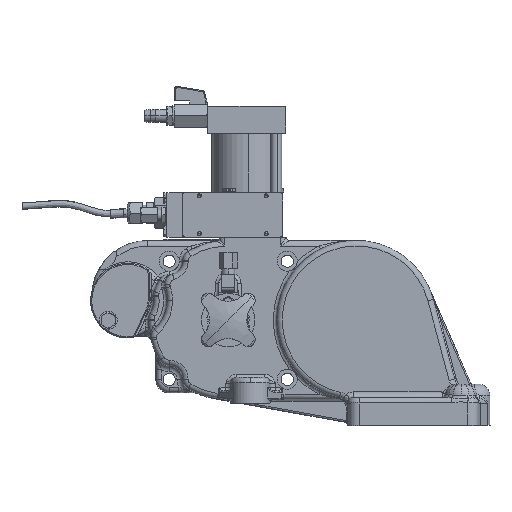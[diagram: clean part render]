
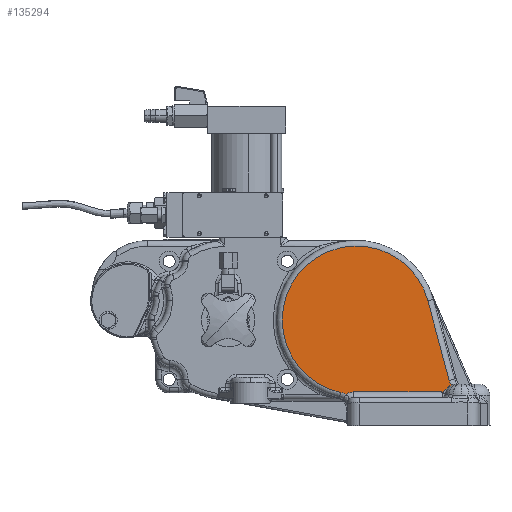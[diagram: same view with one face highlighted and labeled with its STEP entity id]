
A CAD part, top view. The second image highlights one B-rep face of the part: STEP entity #135294.
In plain terms, the highlighted planar face has unit normal (0, 0, 1).
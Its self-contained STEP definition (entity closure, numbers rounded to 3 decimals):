
#41520 = VERTEX_POINT ( 'NONE', #47793 ) ;
#41544 = VERTEX_POINT ( 'NONE', #47803 ) ;
#42341 = VERTEX_POINT ( 'NONE', #48095 ) ;
#42376 = VERTEX_POINT ( 'NONE', #48110 ) ;
#42529 = VERTEX_POINT ( 'NONE', #48160 ) ;
#42651 = VERTEX_POINT ( 'NONE', #48225 ) ;
#43295 = VERTEX_POINT ( 'NONE', #48554 ) ;
#47793 = CARTESIAN_POINT ( 'NONE',  ( 83.347, -54.118, 85.5 ) ) ;
#47803 = CARTESIAN_POINT ( 'NONE',  ( -14.279, -64.949, 85.5 ) ) ;
#48095 = CARTESIAN_POINT ( 'NONE',  ( 84.993, -58.54, 85.5 ) ) ;
#48110 = CARTESIAN_POINT ( 'NONE',  ( 64.234, 17.211, 85.5 ) ) ;
#48160 = CARTESIAN_POINT ( 'NONE',  ( -2.5, -64.5, 85.5 ) ) ;
#48225 = CARTESIAN_POINT ( 'NONE',  ( 76.267, -64.5, 85.5 ) ) ;
#48554 = CARTESIAN_POINT ( 'NONE',  ( -9.218, -67.093, 85.5 ) ) ;
#54660 = EDGE_CURVE ( 'NONE', #42341, #41520, #78723, .T. ) ;
#54664 = EDGE_CURVE ( 'NONE', #42376, #41544, #78730, .T. ) ;
#54665 = EDGE_CURVE ( 'NONE', #41544, #43295, #128466, .T. ) ;
#54666 = EDGE_CURVE ( 'NONE', #42651, #42341, #170908, .T. ) ;
#54667 = EDGE_CURVE ( 'NONE', #42529, #42651, #78728, .T. ) ;
#54668 = EDGE_CURVE ( 'NONE', #41520, #42376, #128468, .T. ) ;
#54669 = EDGE_CURVE ( 'NONE', #43295, #42529, #128476, .T. ) ;
#64848 = ORIENTED_EDGE ( 'NONE', *, *, #54669, .T. ) ;
#64853 = ORIENTED_EDGE ( 'NONE', *, *, #54668, .T. ) ;
#64855 = ORIENTED_EDGE ( 'NONE', *, *, #54660, .T. ) ;
#64860 = ORIENTED_EDGE ( 'NONE', *, *, #54664, .T. ) ;
#64862 = ORIENTED_EDGE ( 'NONE', *, *, #54666, .T. ) ;
#78723 = CIRCLE ( 'NONE', #133926, 25. ) ;
#78728 = LINE ( 'NONE', #164509, #78731 ) ;
#78730 = CIRCLE ( 'NONE', #133931, 66.5 ) ;
#78731 = VECTOR ( 'NONE', #164511, 1000. ) ;
#81013 = ORIENTED_EDGE ( 'NONE', *, *, #54665, .T. ) ;
#81015 = ORIENTED_EDGE ( 'NONE', *, *, #54667, .T. ) ;
#107696 = CARTESIAN_POINT ( 'NONE',  ( 0., 0., 85.5 ) ) ;
#107717 = PLANE ( 'NONE',  #141294 ) ;
#107747 = DIRECTION ( 'NONE',  ( 0., 0., 1. ) ) ;
#107749 = DIRECTION ( 'NONE',  ( 1., 0., 0. ) ) ;
#128466 = CIRCLE ( 'NONE', #133932, 15. ) ;
#128468 = LINE ( 'NONE', #164514, #128470 ) ;
#128470 = VECTOR ( 'NONE', #164516, 1000. ) ;
#128476 = CIRCLE ( 'NONE', #133933, 10. ) ;
#133926 = AXIS2_PLACEMENT_3D ( 'NONE', #164419, #164434, #164436 ) ;
#133931 = AXIS2_PLACEMENT_3D ( 'NONE', #164433, #164454, #164456 ) ;
#133932 = AXIS2_PLACEMENT_3D ( 'NONE', #164440, #164460, #164461 ) ;
#133933 = AXIS2_PLACEMENT_3D ( 'NONE', #164508, #164519, #164521 ) ;
#135294 = ADVANCED_FACE ( 'NONE', ( #151606 ), #107717, .T. ) ;
#141294 = AXIS2_PLACEMENT_3D ( 'NONE', #107696, #107747, #107749 ) ;
#141641 = EDGE_LOOP ( 'NONE', ( #81015, #64862, #64855, #64853, #64860, #81013, #64848 ) ) ;
#151606 = FACE_OUTER_BOUND ( 'NONE', #141641, .T. ) ;
#164419 = CARTESIAN_POINT ( 'NONE',  ( 107.495, -47.647, 85.5 ) ) ;
#164433 = CARTESIAN_POINT ( 'NONE',  ( 0., 0., 85.5 ) ) ;
#164434 = DIRECTION ( 'NONE',  ( 0., 0., -1. ) ) ;
#164436 = DIRECTION ( 'NONE',  ( 1., 0., 0. ) ) ;
#164440 = CARTESIAN_POINT ( 'NONE',  ( -17.5, -79.599, 85.5 ) ) ;
#164454 = DIRECTION ( 'NONE',  ( 0., 0., 1. ) ) ;
#164456 = DIRECTION ( 'NONE',  ( 1., 0., 0. ) ) ;
#164457 = CARTESIAN_POINT ( 'NONE',  ( 76.267, -64.5, 85.5 ) ) ;
#164460 = DIRECTION ( 'NONE',  ( 0., 0., -1. ) ) ;
#164461 = DIRECTION ( 'NONE',  ( 1., 0., 0. ) ) ;
#164464 = CARTESIAN_POINT ( 'NONE',  ( 76.352, -64.584, 85.5 ) ) ;
#164466 = CARTESIAN_POINT ( 'NONE',  ( 76.44, -64.665, 85.5 ) ) ;
#164468 = CARTESIAN_POINT ( 'NONE',  ( 76.626, -64.815, 85.5 ) ) ;
#164469 = CARTESIAN_POINT ( 'NONE',  ( 76.724, -64.884, 85.5 ) ) ;
#164471 = CARTESIAN_POINT ( 'NONE',  ( 76.934, -64.995, 85.5 ) ) ;
#164473 = CARTESIAN_POINT ( 'NONE',  ( 77.049, -65.037, 85.5 ) ) ;
#164475 = CARTESIAN_POINT ( 'NONE',  ( 77.286, -65.065, 85.5 ) ) ;
#164476 = CARTESIAN_POINT ( 'NONE',  ( 77.408, -65.05, 85.5 ) ) ;
#164478 = CARTESIAN_POINT ( 'NONE',  ( 77.636, -64.974, 85.5 ) ) ;
#164480 = CARTESIAN_POINT ( 'NONE',  ( 77.742, -64.916, 85.5 ) ) ;
#164482 = CARTESIAN_POINT ( 'NONE',  ( 77.939, -64.781, 85.5 ) ) ;
#164483 = CARTESIAN_POINT ( 'NONE',  ( 78.032, -64.704, 85.5 ) ) ;
#164485 = CARTESIAN_POINT ( 'NONE',  ( 78.296, -64.464, 85.5 ) ) ;
#164487 = CARTESIAN_POINT ( 'NONE',  ( 78.458, -64.29, 85.5 ) ) ;
#164489 = CARTESIAN_POINT ( 'NONE',  ( 78.929, -63.757, 85.5 ) ) ;
#164490 = CARTESIAN_POINT ( 'NONE',  ( 79.228, -63.386, 85.5 ) ) ;
#164492 = CARTESIAN_POINT ( 'NONE',  ( 79.838, -62.658, 85.5 ) ) ;
#164494 = CARTESIAN_POINT ( 'NONE',  ( 80.147, -62.298, 85.5 ) ) ;
#164496 = CARTESIAN_POINT ( 'NONE',  ( 81.108, -61.255, 85.5 ) ) ;
#164497 = CARTESIAN_POINT ( 'NONE',  ( 81.793, -60.605, 85.5 ) ) ;
#164499 = CARTESIAN_POINT ( 'NONE',  ( 82.922, -59.738, 85.5 ) ) ;
#164501 = CARTESIAN_POINT ( 'NONE',  ( 83.317, -59.465, 85.5 ) ) ;
#164502 = CARTESIAN_POINT ( 'NONE',  ( 84.135, -58.966, 85.5 ) ) ;
#164504 = CARTESIAN_POINT ( 'NONE',  ( 84.557, -58.74, 85.5 ) ) ;
#164506 = CARTESIAN_POINT ( 'NONE',  ( 84.993, -58.54, 85.5 ) ) ;
#164508 = CARTESIAN_POINT ( 'NONE',  ( -2.5, -74.5, 85.5 ) ) ;
#164509 = CARTESIAN_POINT ( 'NONE',  ( 81.351, -64.5, 85.5 ) ) ;
#164511 = DIRECTION ( 'NONE',  ( 1., 0., 0. ) ) ;
#164514 = CARTESIAN_POINT ( 'NONE',  ( 64.234, 17.211, 85.5 ) ) ;
#164516 = DIRECTION ( 'NONE',  ( -0.259, 0.966, 0. ) ) ;
#164519 = DIRECTION ( 'NONE',  ( 0., 0., -1. ) ) ;
#164521 = DIRECTION ( 'NONE',  ( 1., 0., 0. ) ) ;
#170908 = B_SPLINE_CURVE_WITH_KNOTS ( 'NONE', 3,
 ( #164457, #164464, #164466, #164468, #164469, #164471, #164473, #164475, #164476, #164478, #164480, #164482, #164483, #164485, #164487, #164489, #164490, #164492, #164494, #164496, #164497, #164499, #164501, #164502, #164504, #164506 ),
 .UNSPECIFIED., .F., .F.,
 ( 4, 2, 2, 2, 2, 2, 2, 2, 2, 2, 2, 2, 4 ),
 ( 0., 0., 0.001, 0.001, 0.001, 0.002, 0.002, 0.003, 0.004, 0.006, 0.009, 0.01, 0.011 ),
 .UNSPECIFIED. ) ;
